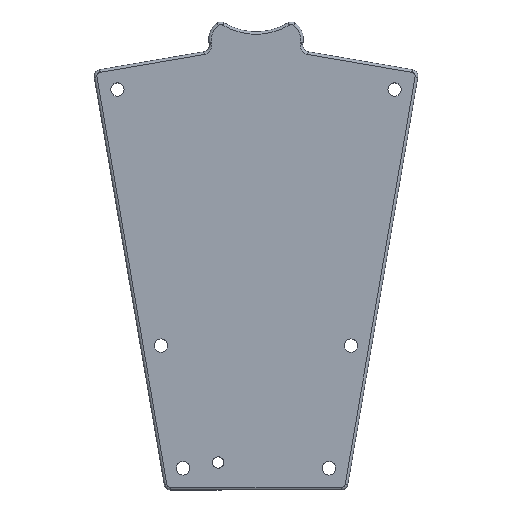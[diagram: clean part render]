
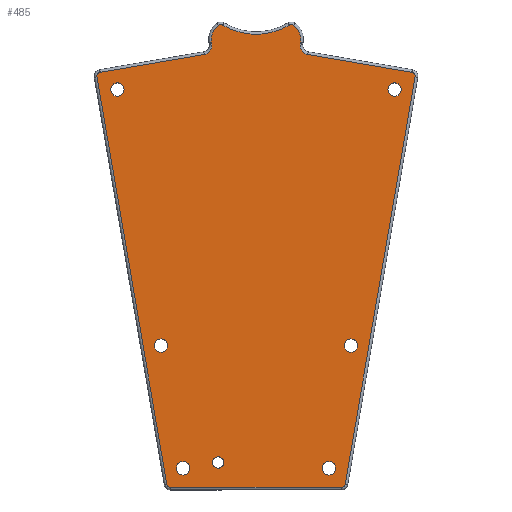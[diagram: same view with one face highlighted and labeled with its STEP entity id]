
A CAD part, top view. The second image highlights one B-rep face of the part: STEP entity #485.
In plain terms, the highlighted planar face has unit normal (0, 0, 1).
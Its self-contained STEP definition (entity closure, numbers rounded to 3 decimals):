
#485=ADVANCED_FACE('',(#1147,#1149,#1151,#1153,#1155,#1157,#1159,#1161),#1163,.T.);
#1147=FACE_BOUND('',#1148,.T.);
#1148=EDGE_LOOP('',(#1664,#1665,#1666,#1667,#1668,#1669,#1670,#1671,#1672,#1673,
#1674,#1675,#1676,#1677,#1678,#1679,#1680,#1681));
#1149=FACE_BOUND('',#1150,.T.);
#1150=EDGE_LOOP('',(#1682));
#1151=FACE_BOUND('',#1152,.T.);
#1152=EDGE_LOOP('',(#1683));
#1153=FACE_BOUND('',#1154,.T.);
#1154=EDGE_LOOP('',(#1684));
#1155=FACE_BOUND('',#1156,.T.);
#1156=EDGE_LOOP('',(#1685));
#1157=FACE_BOUND('',#1158,.T.);
#1158=EDGE_LOOP('',(#1686));
#1159=FACE_BOUND('',#1160,.T.);
#1160=EDGE_LOOP('',(#1687));
#1161=FACE_BOUND('',#1162,.T.);
#1162=EDGE_LOOP('',(#1688));
#1163=PLANE('',#1164);
#1164=AXIS2_PLACEMENT_3D('',#1165,#1166,#1167);
#1165=CARTESIAN_POINT('',(0.,0.,5.5));
#1166=DIRECTION('',(0.,0.,1.));
#1167=DIRECTION('',(-1.,0.,0.));
#1664=ORIENTED_EDGE('',*,*,#1990,.T.);
#1665=ORIENTED_EDGE('',*,*,#1991,.T.);
#1666=ORIENTED_EDGE('',*,*,#1992,.T.);
#1667=ORIENTED_EDGE('',*,*,#1993,.T.);
#1668=ORIENTED_EDGE('',*,*,#1994,.T.);
#1669=ORIENTED_EDGE('',*,*,#1995,.T.);
#1670=ORIENTED_EDGE('',*,*,#1996,.T.);
#1671=ORIENTED_EDGE('',*,*,#1997,.T.);
#1672=ORIENTED_EDGE('',*,*,#1998,.T.);
#1673=ORIENTED_EDGE('',*,*,#1999,.T.);
#1674=ORIENTED_EDGE('',*,*,#2000,.T.);
#1675=ORIENTED_EDGE('',*,*,#2001,.T.);
#1676=ORIENTED_EDGE('',*,*,#2002,.T.);
#1677=ORIENTED_EDGE('',*,*,#2003,.T.);
#1678=ORIENTED_EDGE('',*,*,#2004,.T.);
#1679=ORIENTED_EDGE('',*,*,#2005,.T.);
#1680=ORIENTED_EDGE('',*,*,#2006,.T.);
#1681=ORIENTED_EDGE('',*,*,#2007,.T.);
#1682=ORIENTED_EDGE('',*,*,#2008,.T.);
#1683=ORIENTED_EDGE('',*,*,#1942,.T.);
#1684=ORIENTED_EDGE('',*,*,#1880,.T.);
#1685=ORIENTED_EDGE('',*,*,#1932,.T.);
#1686=ORIENTED_EDGE('',*,*,#1884,.T.);
#1687=ORIENTED_EDGE('',*,*,#1861,.T.);
#1688=ORIENTED_EDGE('',*,*,#1908,.T.);
#1861=EDGE_CURVE('',#2099,#2099,#2100,.F.);
#1880=EDGE_CURVE('',#2133,#2133,#2134,.F.);
#1884=EDGE_CURVE('',#2139,#2139,#2140,.F.);
#1908=EDGE_CURVE('',#2180,#2180,#2181,.F.);
#1932=EDGE_CURVE('',#2221,#2221,#2222,.F.);
#1942=EDGE_CURVE('',#2239,#2239,#2240,.F.);
#1990=EDGE_CURVE('',#2317,#2318,#2319,.T.);
#1991=EDGE_CURVE('',#2318,#2320,#2321,.T.);
#1992=EDGE_CURVE('',#2320,#2322,#2323,.T.);
#1993=EDGE_CURVE('',#2322,#2324,#2325,.T.);
#1994=EDGE_CURVE('',#2324,#2326,#2327,.T.);
#1995=EDGE_CURVE('',#2326,#2328,#2329,.T.);
#1996=EDGE_CURVE('',#2328,#2330,#2331,.T.);
#1997=EDGE_CURVE('',#2330,#2332,#2333,.T.);
#1998=EDGE_CURVE('',#2332,#2334,#2335,.T.);
#1999=EDGE_CURVE('',#2334,#2336,#2337,.T.);
#2000=EDGE_CURVE('',#2336,#2338,#2339,.T.);
#2001=EDGE_CURVE('',#2338,#2340,#2341,.T.);
#2002=EDGE_CURVE('',#2340,#2342,#2343,.T.);
#2003=EDGE_CURVE('',#2342,#2344,#2345,.T.);
#2004=EDGE_CURVE('',#2344,#2346,#2347,.T.);
#2005=EDGE_CURVE('',#2346,#2348,#2349,.T.);
#2006=EDGE_CURVE('',#2348,#2350,#2351,.T.);
#2007=EDGE_CURVE('',#2350,#2317,#2352,.T.);
#2008=EDGE_CURVE('',#2353,#2353,#2354,.T.);
#2099=VERTEX_POINT('',#2515);
#2100=CIRCLE('',#2516,1.025);
#2133=VERTEX_POINT('',#2592);
#2134=CIRCLE('',#2593,1.025);
#2139=VERTEX_POINT('',#2608);
#2140=CIRCLE('',#2609,1.025);
#2180=VERTEX_POINT('',#2704);
#2181=CIRCLE('',#2705,1.025);
#2221=VERTEX_POINT('',#2800);
#2222=CIRCLE('',#2801,1.025);
#2239=VERTEX_POINT('',#2844);
#2240=CIRCLE('',#2845,1.025);
#2317=VERTEX_POINT('',#3058);
#2318=VERTEX_POINT('',#3059);
#2319=CIRCLE('',#3060,0.6);
#2320=VERTEX_POINT('',#3064);
#2321=LINE('',#3065,#3066);
#2322=VERTEX_POINT('',#3068);
#2323=CIRCLE('',#3069,0.6);
#2324=VERTEX_POINT('',#3073);
#2325=LINE('',#3074,#3075);
#2326=VERTEX_POINT('',#3077);
#2327=CIRCLE('',#3078,1.4);
#2328=VERTEX_POINT('',#3082);
#2329=LINE('',#3083,#3084);
#2330=VERTEX_POINT('',#3086);
#2331=CIRCLE('',#3087,2.6);
#2332=VERTEX_POINT('',#3091);
#2333=CIRCLE('',#3092,0.6);
#2334=VERTEX_POINT('',#3096);
#2335=CIRCLE('',#3097,9.9);
#2336=VERTEX_POINT('',#3101);
#2337=CIRCLE('',#3102,0.6);
#2338=VERTEX_POINT('',#3106);
#2339=CIRCLE('',#3107,2.6);
#2340=VERTEX_POINT('',#3111);
#2341=LINE('',#3112,#3113);
#2342=VERTEX_POINT('',#3115);
#2343=CIRCLE('',#3116,1.4);
#2344=VERTEX_POINT('',#3120);
#2345=LINE('',#3121,#3122);
#2346=VERTEX_POINT('',#3124);
#2347=CIRCLE('',#3125,0.6);
#2348=VERTEX_POINT('',#3129);
#2349=LINE('',#3130,#3131);
#2350=VERTEX_POINT('',#3133);
#2351=CIRCLE('',#3134,0.6);
#2352=LINE('',#3138,#3139);
#2353=VERTEX_POINT('',#3141);
#2354=CIRCLE('',#3142,0.875);
#2515=CARTESIAN_POINT('',(20.033,23.051,5.5));
#2516=AXIS2_PLACEMENT_3D('',#2517,#2518,#2519);
#2517=CARTESIAN_POINT('',(21.058,23.051,5.5));
#2518=DIRECTION('',(0.,0.,1.));
#2519=DIRECTION('',(-1.,0.,0.));
#2592=CARTESIAN_POINT('',(13.391,-15.835,5.5));
#2593=AXIS2_PLACEMENT_3D('',#2594,#2595,#2596);
#2594=CARTESIAN_POINT('',(14.416,-15.835,5.5));
#2595=DIRECTION('',(0.,0.,1.));
#2596=DIRECTION('',(-1.,0.,0.));
#2608=CARTESIAN_POINT('',(10.043,-34.461,5.5));
#2609=AXIS2_PLACEMENT_3D('',#2610,#2611,#2612);
#2610=CARTESIAN_POINT('',(11.068,-34.461,5.5));
#2611=DIRECTION('',(0.,0.,1.));
#2612=DIRECTION('',(-1.,0.,0.));
#2704=CARTESIAN_POINT('',(-22.083,23.051,5.5));
#2705=AXIS2_PLACEMENT_3D('',#2706,#2707,#2708);
#2706=CARTESIAN_POINT('',(-21.058,23.051,5.5));
#2707=DIRECTION('',(0.,0.,1.));
#2708=DIRECTION('',(-1.,0.,0.));
#2800=CARTESIAN_POINT('',(-12.093,-34.461,5.5));
#2801=AXIS2_PLACEMENT_3D('',#2802,#2803,#2804);
#2802=CARTESIAN_POINT('',(-11.068,-34.461,5.5));
#2803=DIRECTION('',(0.,0.,1.));
#2804=DIRECTION('',(-1.,0.,0.));
#2844=CARTESIAN_POINT('',(-15.441,-15.835,5.5));
#2845=AXIS2_PLACEMENT_3D('',#2846,#2847,#2848);
#2846=CARTESIAN_POINT('',(-14.416,-15.835,5.5));
#2847=DIRECTION('',(0.,0.,1.));
#2848=DIRECTION('',(-1.,0.,0.));
#3058=CARTESIAN_POINT('',(12.953,-37.35,5.5));
#3059=CARTESIAN_POINT('',(13.545,-36.852,5.5));
#3060=AXIS2_PLACEMENT_3D('',#3061,#3062,#3063);
#3061=CARTESIAN_POINT('',(12.953,-36.75,5.5));
#3062=DIRECTION('',(0.,0.,1.));
#3063=DIRECTION('',(0.,-1.,0.));
#3064=CARTESIAN_POINT('',(24.17,24.986,5.5));
#3065=CARTESIAN_POINT('',(13.545,-36.852,5.5));
#3066=VECTOR('',#3067,1.);
#3067=DIRECTION('',(0.169,0.986,0.));
#3068=CARTESIAN_POINT('',(23.681,25.679,5.5));
#3069=AXIS2_PLACEMENT_3D('',#3070,#3071,#3072);
#3070=CARTESIAN_POINT('',(23.579,25.088,5.5));
#3071=DIRECTION('',(0.,0.,1.));
#3072=DIRECTION('',(0.986,-0.169,0.));
#3073=CARTESIAN_POINT('',(7.862,28.397,5.5));
#3074=CARTESIAN_POINT('',(23.681,25.679,5.5));
#3075=VECTOR('',#3076,1.);
#3076=DIRECTION('',(-0.986,0.169,0.));
#3077=CARTESIAN_POINT('',(6.72,30.014,5.5));
#3078=AXIS2_PLACEMENT_3D('',#3079,#3080,#3081);
#3079=CARTESIAN_POINT('',(8.1,29.777,5.5));
#3080=DIRECTION('',(0.,0.,-1.));
#3081=DIRECTION('',(-0.169,-0.986,0.));
#3082=CARTESIAN_POINT('',(6.763,30.263,5.5));
#3083=CARTESIAN_POINT('',(6.72,30.014,5.5));
#3084=VECTOR('',#3085,1.);
#3085=DIRECTION('',(0.169,0.986,0.));
#3086=CARTESIAN_POINT('',(5.725,32.81,5.5));
#3087=AXIS2_PLACEMENT_3D('',#3088,#3089,#3090);
#3088=CARTESIAN_POINT('',(4.2,30.704,5.5));
#3089=DIRECTION('',(0.,0.,1.));
#3090=DIRECTION('',(0.986,-0.169,0.));
#3091=CARTESIAN_POINT('',(5.066,32.839,5.5));
#3092=AXIS2_PLACEMENT_3D('',#3093,#3094,#3095);
#3093=CARTESIAN_POINT('',(5.373,32.324,5.5));
#3094=DIRECTION('',(0.,0.,1.));
#3095=DIRECTION('',(0.586,0.81,0.));
#3096=CARTESIAN_POINT('',(-5.066,32.839,5.5));
#3097=AXIS2_PLACEMENT_3D('',#3098,#3099,#3100);
#3098=CARTESIAN_POINT('',(0.,41.345,5.5));
#3099=DIRECTION('',(0.,0.,-1.));
#3100=DIRECTION('',(0.512,-0.859,0.));
#3101=CARTESIAN_POINT('',(-5.725,32.81,5.5));
#3102=AXIS2_PLACEMENT_3D('',#3103,#3104,#3105);
#3103=CARTESIAN_POINT('',(-5.373,32.324,5.5));
#3104=DIRECTION('',(0.,0.,1.));
#3105=DIRECTION('',(0.512,0.859,0.));
#3106=CARTESIAN_POINT('',(-6.763,30.263,5.5));
#3107=AXIS2_PLACEMENT_3D('',#3108,#3109,#3110);
#3108=CARTESIAN_POINT('',(-4.2,30.704,5.5));
#3109=DIRECTION('',(0.,0.,1.));
#3110=DIRECTION('',(-0.586,0.81,0.));
#3111=CARTESIAN_POINT('',(-6.72,30.014,5.5));
#3112=CARTESIAN_POINT('',(-6.763,30.263,5.5));
#3113=VECTOR('',#3114,1.);
#3114=DIRECTION('',(0.169,-0.986,0.));
#3115=CARTESIAN_POINT('',(-7.862,28.397,5.5));
#3116=AXIS2_PLACEMENT_3D('',#3117,#3118,#3119);
#3117=CARTESIAN_POINT('',(-8.1,29.777,5.5));
#3118=DIRECTION('',(0.,0.,-1.));
#3119=DIRECTION('',(0.986,0.169,0.));
#3120=CARTESIAN_POINT('',(-23.681,25.679,5.5));
#3121=CARTESIAN_POINT('',(-7.862,28.397,5.5));
#3122=VECTOR('',#3123,1.);
#3123=DIRECTION('',(-0.986,-0.169,0.));
#3124=CARTESIAN_POINT('',(-24.17,24.986,5.5));
#3125=AXIS2_PLACEMENT_3D('',#3126,#3127,#3128);
#3126=CARTESIAN_POINT('',(-23.579,25.088,5.5));
#3127=DIRECTION('',(0.,0.,1.));
#3128=DIRECTION('',(-0.169,0.986,0.));
#3129=CARTESIAN_POINT('',(-13.545,-36.852,5.5));
#3130=CARTESIAN_POINT('',(-24.17,24.986,5.5));
#3131=VECTOR('',#3132,1.);
#3132=DIRECTION('',(0.169,-0.986,0.));
#3133=CARTESIAN_POINT('',(-12.953,-37.35,5.5));
#3134=AXIS2_PLACEMENT_3D('',#3135,#3136,#3137);
#3135=CARTESIAN_POINT('',(-12.953,-36.75,5.5));
#3136=DIRECTION('',(0.,0.,1.));
#3137=DIRECTION('',(-0.986,-0.169,0.));
#3138=CARTESIAN_POINT('',(-12.953,-37.35,5.5));
#3139=VECTOR('',#3140,1.);
#3140=DIRECTION('',(1.,0.,0.));
#3141=CARTESIAN_POINT('',(-4.888,-33.575,5.5));
#3142=AXIS2_PLACEMENT_3D('',#3143,#3144,#3145);
#3143=CARTESIAN_POINT('',(-5.763,-33.575,5.5));
#3144=DIRECTION('',(0.,0.,-1.));
#3145=DIRECTION('',(1.,0.,0.));
